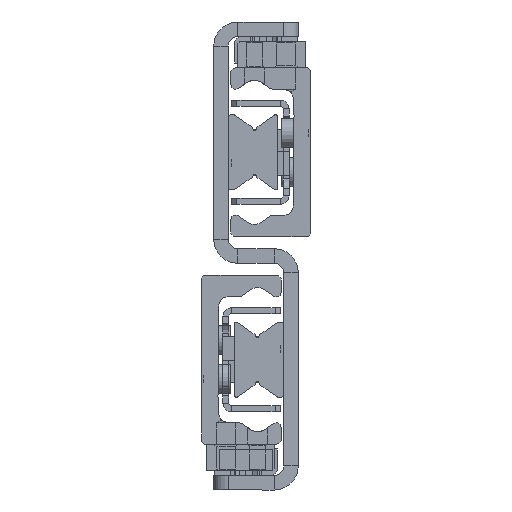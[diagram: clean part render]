
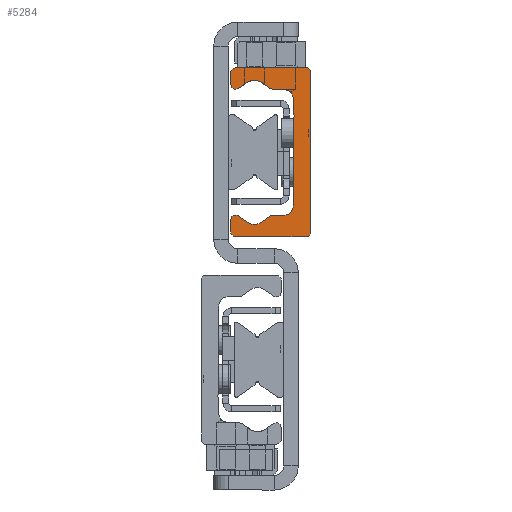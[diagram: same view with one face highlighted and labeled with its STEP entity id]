
A CAD part, left-side view. The second image highlights one B-rep face of the part: STEP entity #5284.
In plain terms, the highlighted planar face has unit normal (-1, 0, 0).
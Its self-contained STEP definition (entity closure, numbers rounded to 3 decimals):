
#4072=CARTESIAN_POINT('',(0.0,4.75,-11.1));
#4073=VERTEX_POINT('',#4072);
#4080=CARTESIAN_POINT('',(0.0,2.75,-13.1));
#4081=VERTEX_POINT('',#4080);
#4082=CARTESIAN_POINT('',(0.0,2.75,-11.1));
#4083=DIRECTION('',(-1.0,0.0,0.0));
#4084=DIRECTION('',(0.0,0.0,1.0));
#4085=AXIS2_PLACEMENT_3D('',#4082,#4083,#4084);
#4086=CIRCLE('',#4085,2.);
#4087=EDGE_CURVE('',#4073,#4081,#4086,.T.);
#4276=CARTESIAN_POINT('',(0.0,-0.14,-13.281));
#4277=VERTEX_POINT('',#4276);
#4284=CARTESIAN_POINT('',(0.0,-1.916,-14.524));
#4285=VERTEX_POINT('',#4284);
#4286=CARTESIAN_POINT('',(0.0,-0.14,-13.281));
#4287=DIRECTION('',(0.0,-0.819,-0.574));
#4288=VECTOR('',#4287,2.168);
#4289=LINE('',#4286,#4288);
#4290=EDGE_CURVE('',#4277,#4285,#4289,.T.);
#4415=CARTESIAN_POINT('',(0.0,8.25,16.85));
#4416=VERTEX_POINT('',#4415);
#4423=CARTESIAN_POINT('',(0.0,7.6,17.5));
#4424=VERTEX_POINT('',#4423);
#4425=CARTESIAN_POINT('',(0.0,7.6,16.85));
#4426=DIRECTION('',(1.0,0.0,0.0));
#4427=DIRECTION('',(0.0,1.0,0.0));
#4428=AXIS2_PLACEMENT_3D('',#4425,#4426,#4427);
#4429=CIRCLE('',#4428,0.65);
#4430=EDGE_CURVE('',#4416,#4424,#4429,.T.);
#4454=CARTESIAN_POINT('',(0.0,8.25,-16.85));
#4455=VERTEX_POINT('',#4454);
#4462=CARTESIAN_POINT('',(0.0,8.25,-16.85));
#4463=DIRECTION('',(0.0,0.0,1.0));
#4464=VECTOR('',#4463,33.7);
#4465=LINE('',#4462,#4464);
#4466=EDGE_CURVE('',#4455,#4416,#4465,.T.);
#4531=CARTESIAN_POINT('',(0.0,7.6,-17.5));
#4532=VERTEX_POINT('',#4531);
#4539=CARTESIAN_POINT('',(0.0,7.6,-16.85));
#4540=DIRECTION('',(1.0,0.0,0.0));
#4541=DIRECTION('',(0.0,0.0,-1.0));
#4542=AXIS2_PLACEMENT_3D('',#4539,#4540,#4541);
#4543=CIRCLE('',#4542,0.65);
#4544=EDGE_CURVE('',#4532,#4455,#4543,.T.);
#4563=CARTESIAN_POINT('',(0.0,-7.25,-17.5));
#4564=VERTEX_POINT('',#4563);
#4571=CARTESIAN_POINT('',(0.0,-7.25,-17.5));
#4572=DIRECTION('',(0.0,1.0,0.0));
#4573=VECTOR('',#4572,14.85);
#4574=LINE('',#4571,#4573);
#4575=EDGE_CURVE('',#4564,#4532,#4574,.T.);
#4607=CARTESIAN_POINT('',(0.0,-8.25,-16.5));
#4608=VERTEX_POINT('',#4607);
#4615=CARTESIAN_POINT('',(0.0,-7.25,-16.5));
#4616=DIRECTION('',(1.0,0.0,0.0));
#4617=DIRECTION('',(0.0,-1.0,0.0));
#4618=AXIS2_PLACEMENT_3D('',#4615,#4616,#4617);
#4619=CIRCLE('',#4618,1.);
#4620=EDGE_CURVE('',#4608,#4564,#4619,.T.);
#4639=CARTESIAN_POINT('',(0.0,-8.25,-13.98));
#4640=VERTEX_POINT('',#4639);
#4647=CARTESIAN_POINT('',(0.0,-8.25,-13.98));
#4648=DIRECTION('',(0.0,0.0,-1.0));
#4649=VECTOR('',#4648,2.52);
#4650=LINE('',#4647,#4649);
#4651=EDGE_CURVE('',#4640,#4608,#4650,.T.);
#4671=CARTESIAN_POINT('',(0.0,-6.708,-13.177));
#4672=VERTEX_POINT('',#4671);
#4679=CARTESIAN_POINT('',(0.0,-7.27,-13.98));
#4680=DIRECTION('',(1.0,0.0,0.0));
#4681=DIRECTION('',(0.0,0.574,0.819));
#4682=AXIS2_PLACEMENT_3D('',#4679,#4680,#4681);
#4683=CIRCLE('',#4682,0.98);
#4684=EDGE_CURVE('',#4672,#4640,#4683,.T.);
#4696=CARTESIAN_POINT('',(0.0,-4.784,-14.524));
#4697=VERTEX_POINT('',#4696);
#4704=CARTESIAN_POINT('',(0.0,-4.784,-14.524));
#4705=DIRECTION('',(0.0,-0.819,0.574));
#4706=VECTOR('',#4705,2.349);
#4707=LINE('',#4704,#4706);
#4708=EDGE_CURVE('',#4697,#4672,#4707,.T.);
#4730=CARTESIAN_POINT('',(0.0,-3.35,-12.477));
#4731=DIRECTION('',(-1.0,0.0,0.0));
#4732=DIRECTION('',(0.0,0.574,0.819));
#4733=AXIS2_PLACEMENT_3D('',#4730,#4731,#4732);
#4734=CIRCLE('',#4733,2.5);
#4735=EDGE_CURVE('',#4285,#4697,#4734,.T.);
#4755=CARTESIAN_POINT('',(0.0,0.433,-13.1));
#4756=VERTEX_POINT('',#4755);
#4763=CARTESIAN_POINT('',(0.0,0.433,-14.1));
#4764=DIRECTION('',(1.0,0.0,0.0));
#4765=DIRECTION('',(0.0,0.0,1.0));
#4766=AXIS2_PLACEMENT_3D('',#4763,#4764,#4765);
#4767=CIRCLE('',#4766,1.);
#4768=EDGE_CURVE('',#4756,#4277,#4767,.T.);
#4783=CARTESIAN_POINT('',(0.0,2.75,-13.1));
#4784=DIRECTION('',(0.0,-1.0,0.0));
#4785=VECTOR('',#4784,2.317);
#4786=LINE('',#4783,#4785);
#4787=EDGE_CURVE('',#4081,#4756,#4786,.T.);
#4813=CARTESIAN_POINT('',(0.0,4.75,-7.75));
#4814=VERTEX_POINT('',#4813);
#4821=CARTESIAN_POINT('',(0.0,4.75,-7.75));
#4822=DIRECTION('',(0.0,0.0,-1.0));
#4823=VECTOR('',#4822,3.35);
#4824=LINE('',#4821,#4823);
#4825=EDGE_CURVE('',#4814,#4073,#4824,.T.);
#4845=CARTESIAN_POINT('',(0.0,4.75,-7.25));
#4846=VERTEX_POINT('',#4845);
#4853=CARTESIAN_POINT('',(0.0,4.75,-7.5));
#4854=DIRECTION('',(-1.0,0.0,0.0));
#4855=DIRECTION('',(0.0,0.0,1.0));
#4856=AXIS2_PLACEMENT_3D('',#4853,#4854,#4855);
#4857=CIRCLE('',#4856,0.25);
#4858=EDGE_CURVE('',#4846,#4814,#4857,.T.);
#4877=CARTESIAN_POINT('',(0.0,4.75,11.1));
#4878=VERTEX_POINT('',#4877);
#4885=CARTESIAN_POINT('',(0.0,4.75,11.1));
#4886=DIRECTION('',(0.0,0.0,-1.0));
#4887=VECTOR('',#4886,18.35);
#4888=LINE('',#4885,#4887);
#4889=EDGE_CURVE('',#4878,#4846,#4888,.T.);
#4954=CARTESIAN_POINT('',(0.0,2.75,13.1));
#4955=VERTEX_POINT('',#4954);
#4962=CARTESIAN_POINT('',(0.0,2.75,11.1));
#4963=DIRECTION('',(-1.0,0.0,0.0));
#4964=DIRECTION('',(0.0,-1.0,0.0));
#4965=AXIS2_PLACEMENT_3D('',#4962,#4963,#4964);
#4966=CIRCLE('',#4965,2.);
#4967=EDGE_CURVE('',#4955,#4878,#4966,.T.);
#4986=CARTESIAN_POINT('',(0.0,0.433,13.1));
#4987=VERTEX_POINT('',#4986);
#4994=CARTESIAN_POINT('',(0.0,0.433,13.1));
#4995=DIRECTION('',(0.0,1.0,0.0));
#4996=VECTOR('',#4995,2.317);
#4997=LINE('',#4994,#4996);
#4998=EDGE_CURVE('',#4987,#4955,#4997,.T.);
#5018=CARTESIAN_POINT('',(0.0,-0.14,13.281));
#5019=VERTEX_POINT('',#5018);
#5026=CARTESIAN_POINT('',(0.0,0.433,14.1));
#5027=DIRECTION('',(1.0,0.0,0.0));
#5028=DIRECTION('',(0.0,-0.574,-0.819));
#5029=AXIS2_PLACEMENT_3D('',#5026,#5027,#5028);
#5030=CIRCLE('',#5029,1.);
#5031=EDGE_CURVE('',#5019,#4987,#5030,.T.);
#5050=CARTESIAN_POINT('',(0.0,-1.916,14.524));
#5051=VERTEX_POINT('',#5050);
#5058=CARTESIAN_POINT('',(0.0,-1.916,14.524));
#5059=DIRECTION('',(0.0,0.819,-0.574));
#5060=VECTOR('',#5059,2.168);
#5061=LINE('',#5058,#5060);
#5062=EDGE_CURVE('',#5051,#5019,#5061,.T.);
#5082=CARTESIAN_POINT('',(0.0,-4.784,14.524));
#5083=VERTEX_POINT('',#5082);
#5090=CARTESIAN_POINT('',(0.0,-3.35,12.477));
#5091=DIRECTION('',(-1.0,0.0,0.0));
#5092=DIRECTION('',(0.0,-0.574,-0.819));
#5093=AXIS2_PLACEMENT_3D('',#5090,#5091,#5092);
#5094=CIRCLE('',#5093,2.5);
#5095=EDGE_CURVE('',#5083,#5051,#5094,.T.);
#5114=CARTESIAN_POINT('',(0.0,-6.708,13.177));
#5115=VERTEX_POINT('',#5114);
#5122=CARTESIAN_POINT('',(0.0,-6.708,13.177));
#5123=DIRECTION('',(0.0,0.819,0.574));
#5124=VECTOR('',#5123,2.349);
#5125=LINE('',#5122,#5124);
#5126=EDGE_CURVE('',#5115,#5083,#5125,.T.);
#5146=CARTESIAN_POINT('',(0.0,-8.25,13.98));
#5147=VERTEX_POINT('',#5146);
#5154=CARTESIAN_POINT('',(0.0,-7.27,13.98));
#5155=DIRECTION('',(1.0,0.0,0.0));
#5156=DIRECTION('',(0.0,-1.0,0.0));
#5157=AXIS2_PLACEMENT_3D('',#5154,#5155,#5156);
#5158=CIRCLE('',#5157,0.98);
#5159=EDGE_CURVE('',#5147,#5115,#5158,.T.);
#5178=CARTESIAN_POINT('',(0.0,-8.25,16.5));
#5179=VERTEX_POINT('',#5178);
#5186=CARTESIAN_POINT('',(0.0,-8.25,16.5));
#5187=DIRECTION('',(0.0,0.0,-1.0));
#5188=VECTOR('',#5187,2.52);
#5189=LINE('',#5186,#5188);
#5190=EDGE_CURVE('',#5179,#5147,#5189,.T.);
#5210=CARTESIAN_POINT('',(0.0,-7.25,17.5));
#5211=VERTEX_POINT('',#5210);
#5218=CARTESIAN_POINT('',(0.0,-7.25,16.5));
#5219=DIRECTION('',(1.0,0.0,0.0));
#5220=DIRECTION('',(0.0,0.0,1.0));
#5221=AXIS2_PLACEMENT_3D('',#5218,#5219,#5220);
#5222=CIRCLE('',#5221,1.);
#5223=EDGE_CURVE('',#5211,#5179,#5222,.T.);
#5241=CARTESIAN_POINT('',(0.0,7.6,17.5));
#5242=DIRECTION('',(0.0,-1.0,0.0));
#5243=VECTOR('',#5242,14.85);
#5244=LINE('',#5241,#5243);
#5245=EDGE_CURVE('',#4424,#5211,#5244,.T.);
#5251=CARTESIAN_POINT('',(0.0,2.258,-0.017));
#5252=DIRECTION('',(1.0,0.0,0.0));
#5253=DIRECTION('',(0.0,0.0,-1.0));
#5254=AXIS2_PLACEMENT_3D('',#5251,#5252,#5253);
#5255=PLANE('',#5254);
#5256=ORIENTED_EDGE('',*,*,#5245,.F.);
#5257=ORIENTED_EDGE('',*,*,#4430,.F.);
#5258=ORIENTED_EDGE('',*,*,#4466,.F.);
#5259=ORIENTED_EDGE('',*,*,#4544,.F.);
#5260=ORIENTED_EDGE('',*,*,#4575,.F.);
#5261=ORIENTED_EDGE('',*,*,#4620,.F.);
#5262=ORIENTED_EDGE('',*,*,#4651,.F.);
#5263=ORIENTED_EDGE('',*,*,#4684,.F.);
#5264=ORIENTED_EDGE('',*,*,#4708,.F.);
#5265=ORIENTED_EDGE('',*,*,#4735,.F.);
#5266=ORIENTED_EDGE('',*,*,#4290,.F.);
#5267=ORIENTED_EDGE('',*,*,#4768,.F.);
#5268=ORIENTED_EDGE('',*,*,#4787,.F.);
#5269=ORIENTED_EDGE('',*,*,#4087,.F.);
#5270=ORIENTED_EDGE('',*,*,#4825,.F.);
#5271=ORIENTED_EDGE('',*,*,#4858,.F.);
#5272=ORIENTED_EDGE('',*,*,#4889,.F.);
#5273=ORIENTED_EDGE('',*,*,#4967,.F.);
#5274=ORIENTED_EDGE('',*,*,#4998,.F.);
#5275=ORIENTED_EDGE('',*,*,#5031,.F.);
#5276=ORIENTED_EDGE('',*,*,#5062,.F.);
#5277=ORIENTED_EDGE('',*,*,#5095,.F.);
#5278=ORIENTED_EDGE('',*,*,#5126,.F.);
#5279=ORIENTED_EDGE('',*,*,#5159,.F.);
#5280=ORIENTED_EDGE('',*,*,#5190,.F.);
#5281=ORIENTED_EDGE('',*,*,#5223,.F.);
#5282=EDGE_LOOP('',(#5256,#5257,#5258,#5259,#5260,#5261,#5262,#5263,#5264,#5265,#5266,#5267,#5268,#5269,#5270,#5271,#5272,#5273,#5274,#5275,#5276,#5277,#5278,#5279,#5280,#5281));
#5283=FACE_OUTER_BOUND('',#5282,.T.);
#5284=ADVANCED_FACE('',(#5283),#5255,.F.);
